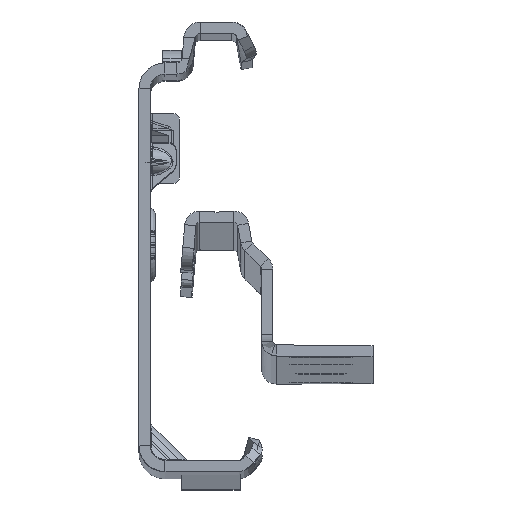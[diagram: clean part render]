
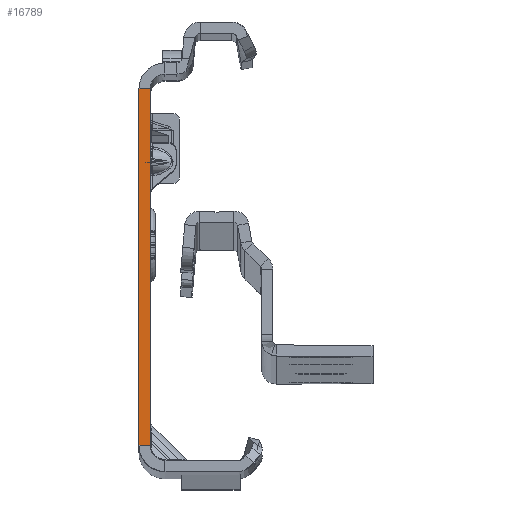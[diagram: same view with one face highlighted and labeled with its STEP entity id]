
A CAD part, top view. The second image highlights one B-rep face of the part: STEP entity #16789.
In plain terms, the highlighted planar face has unit normal (0, 0, 1).
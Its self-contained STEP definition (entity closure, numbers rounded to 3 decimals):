
#2591 = LINE ( 'NONE', #14571, #51577 ) ;
#3178 = DIRECTION ( 'NONE',  ( -1., 0., 0. ) ) ;
#3987 = CARTESIAN_POINT ( 'NONE',  ( -1.5, -25.865, 0. ) ) ;
#5515 = CARTESIAN_POINT ( 'NONE',  ( -1.5, -27.865, 0. ) ) ;
#5560 = VECTOR ( 'NONE', #49789, 1000. ) ;
#6028 = CARTESIAN_POINT ( 'NONE',  ( 0., 22.135, 0. ) ) ;
#7250 = LINE ( 'NONE', #24108, #9896 ) ;
#9896 = VECTOR ( 'NONE', #3178, 1000. ) ;
#11154 = EDGE_CURVE ( 'NONE', #30185, #50046, #2591, .T. ) ;
#11180 = DIRECTION ( 'NONE',  ( 0., -1., 0. ) ) ;
#14060 = VERTEX_POINT ( 'NONE', #6028 ) ;
#14571 = CARTESIAN_POINT ( 'NONE',  ( -1.5, -27.865, 0. ) ) ;
#16743 = LINE ( 'NONE', #24381, #5560 ) ;
#16789 = ADVANCED_FACE ( 'NONE', ( #21552 ), #46993, .T. ) ;
#20804 = ORIENTED_EDGE ( 'NONE', *, *, #50097, .F. ) ;
#21552 = FACE_OUTER_BOUND ( 'NONE', #50603, .T. ) ;
#23194 = EDGE_CURVE ( 'NONE', #14060, #30185, #7250, .T. ) ;
#24108 = CARTESIAN_POINT ( 'NONE',  ( 0., 22.135, 0. ) ) ;
#24381 = CARTESIAN_POINT ( 'NONE',  ( 0., -25.865, 0. ) ) ;
#25642 = ORIENTED_EDGE ( 'NONE', *, *, #11154, .T. ) ;
#27525 = VERTEX_POINT ( 'NONE', #34136 ) ;
#27846 = DIRECTION ( 'NONE',  ( 0., -1., 0. ) ) ;
#29419 = DIRECTION ( 'NONE',  ( 0., 0., 1. ) ) ;
#30185 = VERTEX_POINT ( 'NONE', #50197 ) ;
#34136 = CARTESIAN_POINT ( 'NONE',  ( 0., -25.865, 0. ) ) ;
#39623 = CARTESIAN_POINT ( 'NONE',  ( 0., -27.865, 0. ) ) ;
#40436 = VECTOR ( 'NONE', #11180, 1000. ) ;
#41648 = ORIENTED_EDGE ( 'NONE', *, *, #23194, .T. ) ;
#42806 = EDGE_CURVE ( 'NONE', #14060, #27525, #43676, .T. ) ;
#43676 = LINE ( 'NONE', #39623, #40436 ) ;
#44327 = ORIENTED_EDGE ( 'NONE', *, *, #42806, .F. ) ;
#45984 = AXIS2_PLACEMENT_3D ( 'NONE', #5515, #29419, #46736 ) ;
#46736 = DIRECTION ( 'NONE',  ( 1., 0., 0. ) ) ;
#46993 = PLANE ( 'NONE',  #45984 ) ;
#49789 = DIRECTION ( 'NONE',  ( -1., 0., 0. ) ) ;
#50046 = VERTEX_POINT ( 'NONE', #3987 ) ;
#50097 = EDGE_CURVE ( 'NONE', #27525, #50046, #16743, .T. ) ;
#50197 = CARTESIAN_POINT ( 'NONE',  ( -1.5, 22.135, 0. ) ) ;
#50603 = EDGE_LOOP ( 'NONE', ( #44327, #41648, #25642, #20804 ) ) ;
#51577 = VECTOR ( 'NONE', #27846, 1000. ) ;
